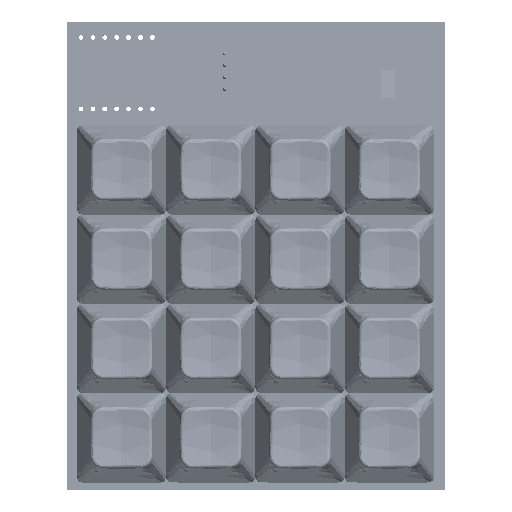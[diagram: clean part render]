
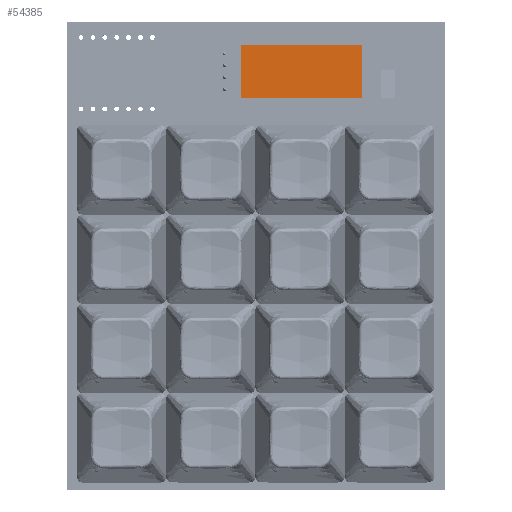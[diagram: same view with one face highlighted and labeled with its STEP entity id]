
A CAD part, top view. The second image highlights one B-rep face of the part: STEP entity #54385.
In plain terms, the highlighted planar face has unit normal (0, 0, 1).
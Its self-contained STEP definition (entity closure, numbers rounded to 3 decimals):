
#54276 = VERTEX_POINT('',#54277);
#54277 = CARTESIAN_POINT('',(11.7,5.65,2.51));
#54283 = EDGE_CURVE('',#54284,#54276,#54286,.T.);
#54284 = VERTEX_POINT('',#54285);
#54285 = CARTESIAN_POINT('',(11.7,-5.65,2.51));
#54286 = LINE('',#54287,#54288);
#54287 = CARTESIAN_POINT('',(11.7,5.65,2.51));
#54288 = VECTOR('',#54289,1.);
#54289 = DIRECTION('',(0.,1.,0.));
#54314 = EDGE_CURVE('',#54315,#54284,#54317,.T.);
#54315 = VERTEX_POINT('',#54316);
#54316 = CARTESIAN_POINT('',(-14.1,-5.65,2.51));
#54317 = LINE('',#54318,#54319);
#54318 = CARTESIAN_POINT('',(11.7,-5.65,2.51));
#54319 = VECTOR('',#54320,1.);
#54320 = DIRECTION('',(1.,0.,0.));
#54345 = EDGE_CURVE('',#54346,#54315,#54348,.T.);
#54346 = VERTEX_POINT('',#54347);
#54347 = CARTESIAN_POINT('',(-14.1,5.65,2.51));
#54348 = LINE('',#54349,#54350);
#54349 = CARTESIAN_POINT('',(-14.1,-5.65,2.51));
#54350 = VECTOR('',#54351,1.);
#54351 = DIRECTION('',(0.,-1.,0.));
#54374 = EDGE_CURVE('',#54276,#54346,#54375,.T.);
#54375 = LINE('',#54376,#54377);
#54376 = CARTESIAN_POINT('',(-14.1,5.65,2.51));
#54377 = VECTOR('',#54378,1.);
#54378 = DIRECTION('',(-1.,0.,0.));
#54385 = ADVANCED_FACE('',(#54386),#54392,.T.);
#54386 = FACE_BOUND('',#54387,.T.);
#54387 = EDGE_LOOP('',(#54388,#54389,#54390,#54391));
#54388 = ORIENTED_EDGE('',*,*,#54374,.T.);
#54389 = ORIENTED_EDGE('',*,*,#54345,.T.);
#54390 = ORIENTED_EDGE('',*,*,#54314,.T.);
#54391 = ORIENTED_EDGE('',*,*,#54283,.T.);
#54392 = PLANE('',#54393);
#54393 = AXIS2_PLACEMENT_3D('',#54394,#54395,#54396);
#54394 = CARTESIAN_POINT('',(-1.2,0.,2.51));
#54395 = DIRECTION('',(0.,0.,1.));
#54396 = DIRECTION('',(1.,0.,-0.));
